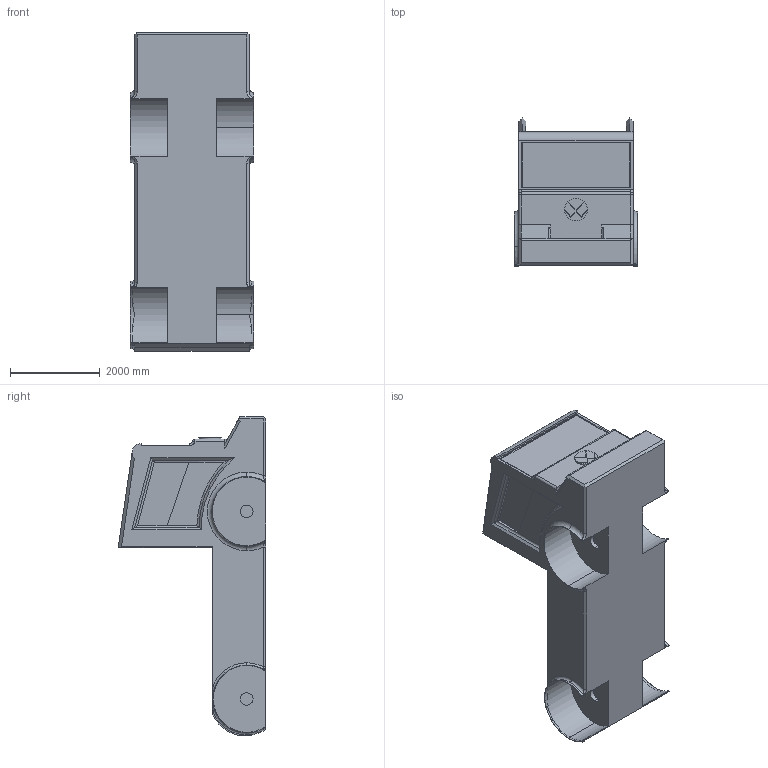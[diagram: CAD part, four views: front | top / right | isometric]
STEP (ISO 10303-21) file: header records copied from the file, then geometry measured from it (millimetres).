
FILE_DESCRIPTION (( 'STEP AP203' ), '1' );
FILE_NAME ('corpo.STEP', '2024-05-01T21:59:06', ( '' ), ( '' ), 'SwSTEP 2.0', 'SolidWorks 2017', '' );
FILE_SCHEMA (( 'CONFIG_CONTROL_DESIGN' ));
Length unit declared in the file: millimetre
Products named in the file (1): corpo
Bounding box: 2745 x 3291.88 x 7100 mm (x, y, z)
Volume: 26164906795.4 mm3; surface area: 85046138.4 mm2
Topology: 1 solids, 1 shells, 196 faces, 506 edges, 320 vertices
Faces by surface type: plane 120, cylinder 49, torus 17, bspline 8, cone 2
Entity records: 8710 total; most frequent: CARTESIAN_POINT 3937, ORIENTED_EDGE 1012, DIRECTION 935, EDGE_CURVE 506, VECTOR 323, LINE 323, VERTEX_POINT 320, AXIS2_PLACEMENT_3D 306
